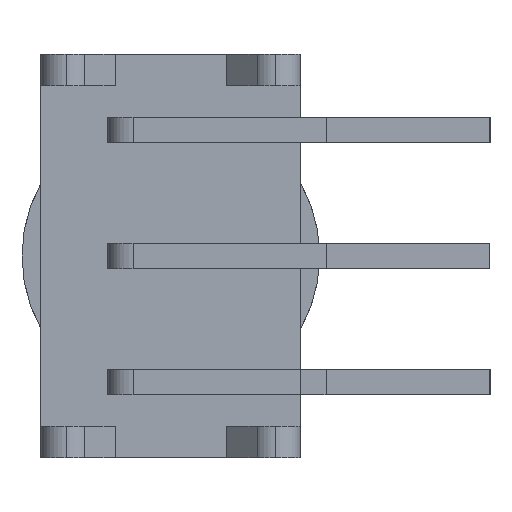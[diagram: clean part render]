
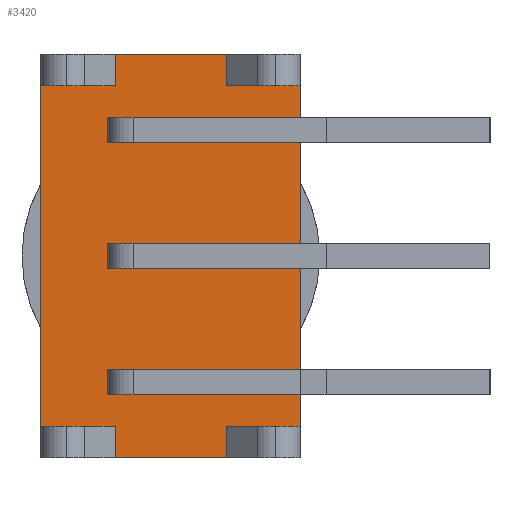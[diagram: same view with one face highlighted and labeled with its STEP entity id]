
A CAD part, left-side view. The second image highlights one B-rep face of the part: STEP entity #3420.
In plain terms, the highlighted planar face has unit normal (-1, 0, 0).
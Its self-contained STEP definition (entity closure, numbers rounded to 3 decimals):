
#88 = DIRECTION ( 'NONE',  ( 0., -1., 0. ) ) ;
#297 = VERTEX_POINT ( 'NONE', #7516 ) ;
#306 = CARTESIAN_POINT ( 'NONE',  ( 0.432, 5.74, -0.889 ) ) ;
#412 = CARTESIAN_POINT ( 'NONE',  ( 0.432, 4.242, 2.54 ) ) ;
#482 = EDGE_CURVE ( 'NONE', #7763, #3425, #2594, .T. ) ;
#634 = FACE_OUTER_BOUND ( 'NONE', #2626, .T. ) ;
#691 = DIRECTION ( 'NONE',  ( 0., 1., 0. ) ) ;
#829 = LINE ( 'NONE', #7327, #1619 ) ;
#868 = DIRECTION ( 'NONE',  ( 0., 0., -1. ) ) ;
#963 = VERTEX_POINT ( 'NONE', #3880 ) ;
#1074 = DIRECTION ( 'NONE',  ( 0., 0., -1. ) ) ;
#1396 = EDGE_CURVE ( 'NONE', #3396, #2618, #3909, .T. ) ;
#1439 = CARTESIAN_POINT ( 'NONE',  ( 0.432, 2.007, 6.604 ) ) ;
#1456 = DIRECTION ( 'NONE',  ( 0., 0., 1. ) ) ;
#1619 = VECTOR ( 'NONE', #868, 1000. ) ;
#1670 = EDGE_CURVE ( 'NONE', #3425, #3565, #2505, .T. ) ;
#1742 = VECTOR ( 'NONE', #1074, 1000. ) ;
#1945 = PLANE ( 'NONE',  #3218 ) ;
#2038 = DIRECTION ( 'NONE',  ( 0., -1., 0. ) ) ;
#2077 = CARTESIAN_POINT ( 'NONE',  ( 0.432, 0.508, 5.334 ) ) ;
#2126 = DIRECTION ( 'NONE',  ( 0., -1., 0. ) ) ;
#2128 = EDGE_CURVE ( 'NONE', #8149, #963, #6000, .T. ) ;
#2166 = VERTEX_POINT ( 'NONE', #306 ) ;
#2204 = ORIENTED_EDGE ( 'NONE', *, *, #3829, .F. ) ;
#2292 = VECTOR ( 'NONE', #1456, 1000. ) ;
#2480 = CARTESIAN_POINT ( 'NONE',  ( 0.432, 5.74, -1.524 ) ) ;
#2505 = LINE ( 'NONE', #8006, #4857 ) ;
#2526 = CARTESIAN_POINT ( 'NONE',  ( 0.432, 2.007, -0.889 ) ) ;
#2572 = LINE ( 'NONE', #5120, #3631 ) ;
#2594 = LINE ( 'NONE', #7220, #4177 ) ;
#2611 = EDGE_CURVE ( 'NONE', #3200, #297, #2572, .T. ) ;
#2618 = VERTEX_POINT ( 'NONE', #2526 ) ;
#2626 = EDGE_LOOP ( 'NONE', ( #8068, #3123, #7683, #2913, #5752, #5428, #4866, #4440, #2204, #5986, #7471, #6391 ) ) ;
#2764 = CARTESIAN_POINT ( 'NONE',  ( 0.432, 3.124, 5.969 ) ) ;
#2913 = ORIENTED_EDGE ( 'NONE', *, *, #1670, .F. ) ;
#2943 = VECTOR ( 'NONE', #7020, 1000. ) ;
#3123 = ORIENTED_EDGE ( 'NONE', *, *, #6293, .F. ) ;
#3200 = VERTEX_POINT ( 'NONE', #7322 ) ;
#3218 = AXIS2_PLACEMENT_3D ( 'NONE', #2077, #4627, #4667 ) ;
#3266 = CARTESIAN_POINT ( 'NONE',  ( 0.432, 0.508, -0.889 ) ) ;
#3308 = LINE ( 'NONE', #5900, #5135 ) ;
#3396 = VERTEX_POINT ( 'NONE', #3266 ) ;
#3420 = ADVANCED_FACE ( 'NONE', ( #634 ), #1945, .T. ) ;
#3425 = VERTEX_POINT ( 'NONE', #1439 ) ;
#3529 = CARTESIAN_POINT ( 'NONE',  ( 0.432, 2.007, 2.54 ) ) ;
#3565 = VERTEX_POINT ( 'NONE', #4097 ) ;
#3631 = VECTOR ( 'NONE', #8341, 1000. ) ;
#3762 = VECTOR ( 'NONE', #5027, 1000. ) ;
#3829 = EDGE_CURVE ( 'NONE', #6296, #2166, #6139, .T. ) ;
#3830 = CARTESIAN_POINT ( 'NONE',  ( 0.432, 3.124, -0.889 ) ) ;
#3880 = CARTESIAN_POINT ( 'NONE',  ( 0.432, 4.242, 5.969 ) ) ;
#3909 = LINE ( 'NONE', #5830, #5806 ) ;
#3910 = VECTOR ( 'NONE', #7544, 1000. ) ;
#4068 = EDGE_CURVE ( 'NONE', #2166, #8149, #4343, .T. ) ;
#4084 = CARTESIAN_POINT ( 'NONE',  ( 0.432, 5.74, 5.969 ) ) ;
#4097 = CARTESIAN_POINT ( 'NONE',  ( 0.432, 2.007, 5.969 ) ) ;
#4177 = VECTOR ( 'NONE', #2038, 1000. ) ;
#4343 = LINE ( 'NONE', #2480, #2943 ) ;
#4440 = ORIENTED_EDGE ( 'NONE', *, *, #4068, .F. ) ;
#4606 = CARTESIAN_POINT ( 'NONE',  ( 0.432, 0.508, 5.969 ) ) ;
#4627 = DIRECTION ( 'NONE',  ( -1., 0., 0. ) ) ;
#4667 = DIRECTION ( 'NONE',  ( 0., -1., 0. ) ) ;
#4685 = CARTESIAN_POINT ( 'NONE',  ( 0.432, 4.242, -0.889 ) ) ;
#4857 = VECTOR ( 'NONE', #7366, 1000. ) ;
#4866 = ORIENTED_EDGE ( 'NONE', *, *, #2128, .F. ) ;
#5003 = EDGE_CURVE ( 'NONE', #3565, #7262, #3308, .T. ) ;
#5027 = DIRECTION ( 'NONE',  ( 0., 1., 0. ) ) ;
#5089 = EDGE_CURVE ( 'NONE', #963, #7763, #6865, .T. ) ;
#5120 = CARTESIAN_POINT ( 'NONE',  ( 0.432, 0.508, -1.524 ) ) ;
#5135 = VECTOR ( 'NONE', #88, 1000. ) ;
#5428 = ORIENTED_EDGE ( 'NONE', *, *, #5089, .F. ) ;
#5584 = CARTESIAN_POINT ( 'NONE',  ( 0.432, 4.242, 6.604 ) ) ;
#5623 = EDGE_CURVE ( 'NONE', #297, #6296, #7278, .T. ) ;
#5752 = ORIENTED_EDGE ( 'NONE', *, *, #482, .F. ) ;
#5757 = EDGE_CURVE ( 'NONE', #2618, #3200, #7489, .T. ) ;
#5806 = VECTOR ( 'NONE', #691, 1000. ) ;
#5830 = CARTESIAN_POINT ( 'NONE',  ( 0.432, 3.124, -0.889 ) ) ;
#5900 = CARTESIAN_POINT ( 'NONE',  ( 0.432, 3.124, 5.969 ) ) ;
#5986 = ORIENTED_EDGE ( 'NONE', *, *, #5623, .F. ) ;
#6000 = LINE ( 'NONE', #2764, #7988 ) ;
#6139 = LINE ( 'NONE', #3830, #3762 ) ;
#6293 = EDGE_CURVE ( 'NONE', #7262, #3396, #829, .T. ) ;
#6296 = VERTEX_POINT ( 'NONE', #4685 ) ;
#6391 = ORIENTED_EDGE ( 'NONE', *, *, #5757, .F. ) ;
#6683 = CARTESIAN_POINT ( 'NONE',  ( 0.432, 4.242, 2.54 ) ) ;
#6865 = LINE ( 'NONE', #412, #3910 ) ;
#7020 = DIRECTION ( 'NONE',  ( 0., 0., 1. ) ) ;
#7220 = CARTESIAN_POINT ( 'NONE',  ( 0.432, 5.74, 6.604 ) ) ;
#7262 = VERTEX_POINT ( 'NONE', #4606 ) ;
#7278 = LINE ( 'NONE', #6683, #2292 ) ;
#7322 = CARTESIAN_POINT ( 'NONE',  ( 0.432, 2.007, -1.524 ) ) ;
#7327 = CARTESIAN_POINT ( 'NONE',  ( 0.432, 0.508, 2.54 ) ) ;
#7366 = DIRECTION ( 'NONE',  ( 0., 0., -1. ) ) ;
#7471 = ORIENTED_EDGE ( 'NONE', *, *, #2611, .F. ) ;
#7489 = LINE ( 'NONE', #3529, #1742 ) ;
#7516 = CARTESIAN_POINT ( 'NONE',  ( 0.432, 4.242, -1.524 ) ) ;
#7544 = DIRECTION ( 'NONE',  ( 0., 0., 1. ) ) ;
#7683 = ORIENTED_EDGE ( 'NONE', *, *, #5003, .F. ) ;
#7763 = VERTEX_POINT ( 'NONE', #5584 ) ;
#7988 = VECTOR ( 'NONE', #2126, 1000. ) ;
#8006 = CARTESIAN_POINT ( 'NONE',  ( 0.432, 2.007, 2.54 ) ) ;
#8068 = ORIENTED_EDGE ( 'NONE', *, *, #1396, .F. ) ;
#8149 = VERTEX_POINT ( 'NONE', #4084 ) ;
#8341 = DIRECTION ( 'NONE',  ( 0., 1., 0. ) ) ;
